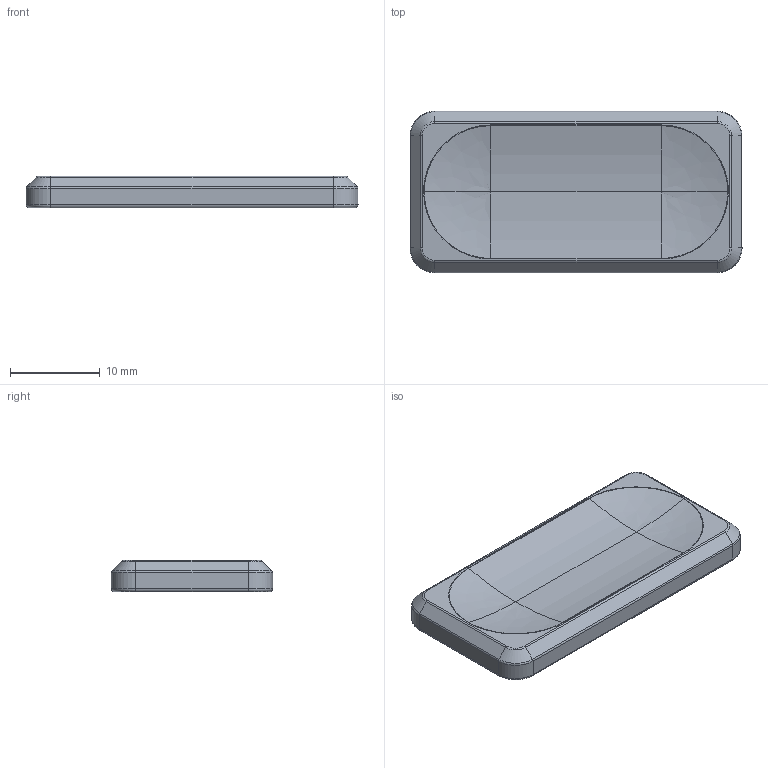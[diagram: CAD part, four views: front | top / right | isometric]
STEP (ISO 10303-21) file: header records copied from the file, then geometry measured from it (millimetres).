
FILE_DESCRIPTION(/* description */ (''),/* implementation_level */ '2;1');
FILE_NAME(/* name */ 'KW Choc V1 Keycap 2u',/* time_stamp */ '2024-03-13T01:52:17+13:00',/* author */ (''),/* organization */ (''),/* preprocessor_version */ 'ST-DEVELOPER v16.5',/* originating_system */ 'Rhino 7.36',/* authorisation */ '');
FILE_SCHEMA (('AUTOMOTIVE_DESIGN_CC2'));
Length unit declared in the file: millimetre
Products named in the file (1): Document
Bounding box: 37.05 x 18 x 3.49 mm (x, y, z)
Volume: 1300.6 mm3; surface area: 1667.9 mm2
Topology: 1 solids, 1 shells, 79 faces, 181 edges, 102 vertices
Faces by surface type: bspline 34, cylinder 28, plane 17
Entity records: 2066 total; most frequent: CARTESIAN_POINT 970, ORIENTED_EDGE 354, EDGE_CURVE 177, VERTEX_POINT 102, EDGE_LOOP 81, ADVANCED_FACE 79, FACE_OUTER_BOUND 79, B_SPLINE_CURVE_WITH_KNOTS 62
